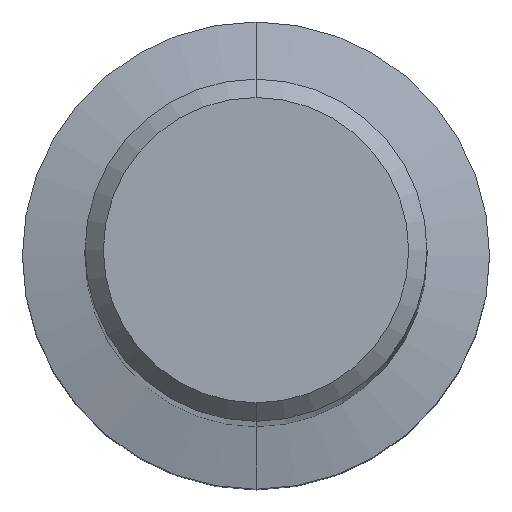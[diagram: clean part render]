
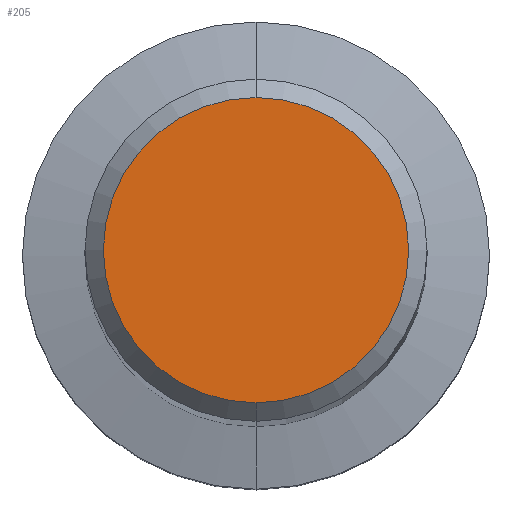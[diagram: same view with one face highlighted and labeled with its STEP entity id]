
A CAD part, top view. The second image highlights one B-rep face of the part: STEP entity #205.
In plain terms, the highlighted planar face has unit normal (0, 0, 1).
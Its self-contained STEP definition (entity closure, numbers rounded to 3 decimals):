
#151=EDGE_CURVE('',#171,#263,#360,.T.);
#171=VERTEX_POINT('',#383);
#205=ADVANCED_FACE('',(#418),#419,.T.);
#263=VERTEX_POINT('',#483);
#265=EDGE_CURVE('',#263,#171,#485,.T.);
#360=CIRCLE('',#583,4.15);
#383=CARTESIAN_POINT('',(0.0,4.15,0.0));
#418=FACE_OUTER_BOUND('',#659,.T.);
#419=PLANE('',#660);
#483=CARTESIAN_POINT('',(0.,-4.15,0.0));
#485=CIRCLE('',#749,4.15);
#583=AXIS2_PLACEMENT_3D('',#879,#880,#881);
#659=EDGE_LOOP('',(#946,#947));
#660=AXIS2_PLACEMENT_3D('',#948,#949,#950);
#749=AXIS2_PLACEMENT_3D('',#1020,#1021,#1022);
#879=CARTESIAN_POINT('',(0.0,0.0,0.0));
#880=DIRECTION('',(0.0,0.0,-1.0));
#881=DIRECTION('',(0.0,1.0,0.0));
#946=ORIENTED_EDGE('',*,*,#151,.F.);
#947=ORIENTED_EDGE('',*,*,#265,.F.);
#948=CARTESIAN_POINT('',(0.0,2.075,0.0));
#949=DIRECTION('',(-0.0,0.0,1.0));
#950=DIRECTION('',(0.0,-1.0,0.0));
#1020=CARTESIAN_POINT('',(0.0,0.0,0.0));
#1021=DIRECTION('',(0.0,0.0,-1.0));
#1022=DIRECTION('',(0.0,1.0,0.0));
